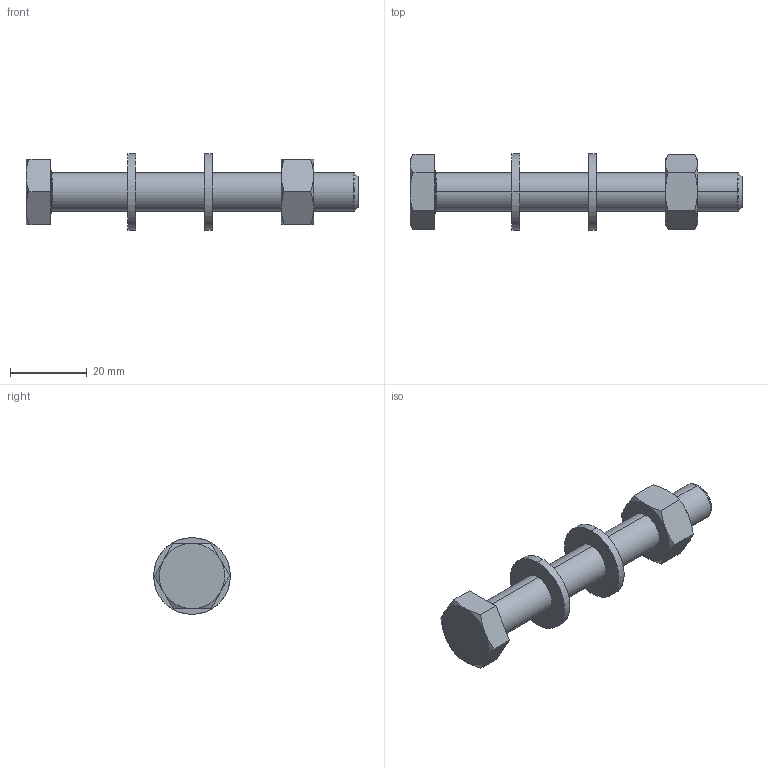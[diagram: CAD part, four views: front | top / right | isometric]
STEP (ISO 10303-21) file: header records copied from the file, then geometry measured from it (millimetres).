
FILE_DESCRIPTION (( 'STEP AP214' ), '1' );
FILE_NAME ('6418248 SKS 10x80 A4.STEP', '2024-05-06T06:31:22', ( '' ), ( '' ), 'SwSTEP 2.0', 'SolidWorks 2022', '' );
FILE_SCHEMA (( 'AUTOMOTIVE_DESIGN' ));
Length unit declared in the file: millimetre
Products named in the file (4): 020322_DIN 933 - M10 x 80; 020343_ISO 7089-10; 020244_DIN 934 - M10; 6418248 SKS 10x80 A4
Assembly tree (4 placements, depth 2):
  6418248 SKS 10x80 A4
    020343_ISO 7089-10  x2
    020322_DIN 933 - M10 x 80
    020244_DIN 934 - M10
Bounding box: 86.58 x 20 x 20 mm (x, y, z)
Volume: 10415.1 mm3; surface area: 5722.4 mm2
Topology: 4 solids, 4 shells, 68 faces, 142 edges, 84 vertices
Faces by surface type: cone 28, plane 22, cylinder 14, torus 4
Entity records: 1984 total; most frequent: CARTESIAN_POINT 483, DIRECTION 288, ORIENTED_EDGE 260, EDGE_CURVE 130, AXIS2_PLACEMENT_3D 125, VERTEX_POINT 76, EDGE_LOOP 68, FACE_OUTER_BOUND 62
